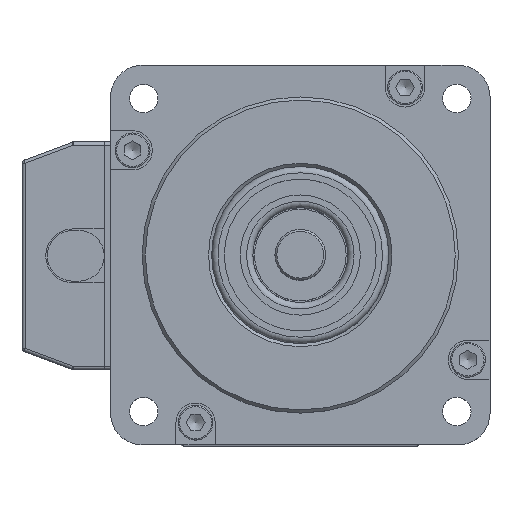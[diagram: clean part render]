
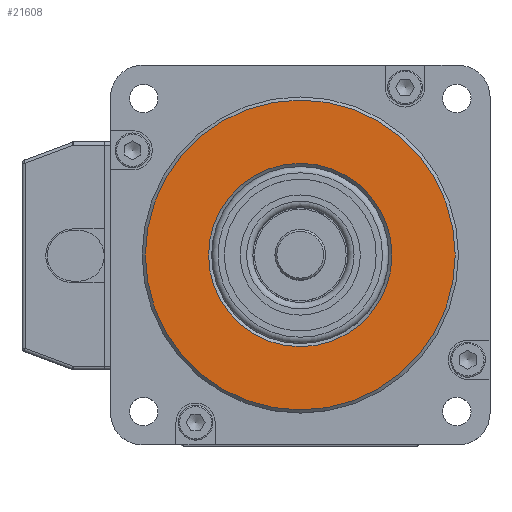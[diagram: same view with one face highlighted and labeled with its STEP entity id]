
A CAD part, top view. The second image highlights one B-rep face of the part: STEP entity #21608.
In plain terms, the highlighted planar face has unit normal (0, 0, 1).
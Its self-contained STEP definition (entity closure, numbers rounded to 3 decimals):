
#998=FACE_BOUND('',#2503,.T.);
#1294=FACE_OUTER_BOUND('',#2502,.T.);
#2502=EDGE_LOOP('',(#14422,#14423));
#2503=EDGE_LOOP('',(#14424));
#3830=CIRCLE('',#23011,24.5);
#3831=CIRCLE('',#23012,24.5);
#3832=CIRCLE('',#23013,14.5);
#8450=VERTEX_POINT('',#33369);
#8451=VERTEX_POINT('',#33370);
#8452=VERTEX_POINT('',#33373);
#10762=EDGE_CURVE('',#8450,#8451,#3830,.T.);
#10763=EDGE_CURVE('',#8451,#8450,#3831,.T.);
#10764=EDGE_CURVE('',#8452,#8452,#3832,.T.);
#14422=ORIENTED_EDGE('',*,*,#10762,.T.);
#14423=ORIENTED_EDGE('',*,*,#10763,.T.);
#14424=ORIENTED_EDGE('',*,*,#10764,.T.);
#19789=PLANE('',#23010);
#21608=ADVANCED_FACE('',(#1294,#998),#19789,.T.);
#23010=AXIS2_PLACEMENT_3D('',#33368,#26184,#26185);
#23011=AXIS2_PLACEMENT_3D('',#33371,#26186,#26187);
#23012=AXIS2_PLACEMENT_3D('',#33372,#26188,#26189);
#23013=AXIS2_PLACEMENT_3D('',#33374,#26190,#26191);
#26184=DIRECTION('center_axis',(0.,0.,1.));
#26185=DIRECTION('ref_axis',(0.,-1.,0.));
#26186=DIRECTION('center_axis',(0.,0.,1.));
#26187=DIRECTION('ref_axis',(0.,1.,0.));
#26188=DIRECTION('center_axis',(0.,0.,1.));
#26189=DIRECTION('ref_axis',(0.,1.,0.));
#26190=DIRECTION('center_axis',(0.,0.,-1.));
#26191=DIRECTION('ref_axis',(0.,-1.,0.));
#33368=CARTESIAN_POINT('Origin',(0.,0.,137.));
#33369=CARTESIAN_POINT('',(0.,-24.5,137.));
#33370=CARTESIAN_POINT('',(0.,24.5,137.));
#33371=CARTESIAN_POINT('Origin',(0.,0.,137.));
#33372=CARTESIAN_POINT('Origin',(0.,0.,137.));
#33373=CARTESIAN_POINT('',(0.,14.5,137.));
#33374=CARTESIAN_POINT('Origin',(0.,0.,137.));
